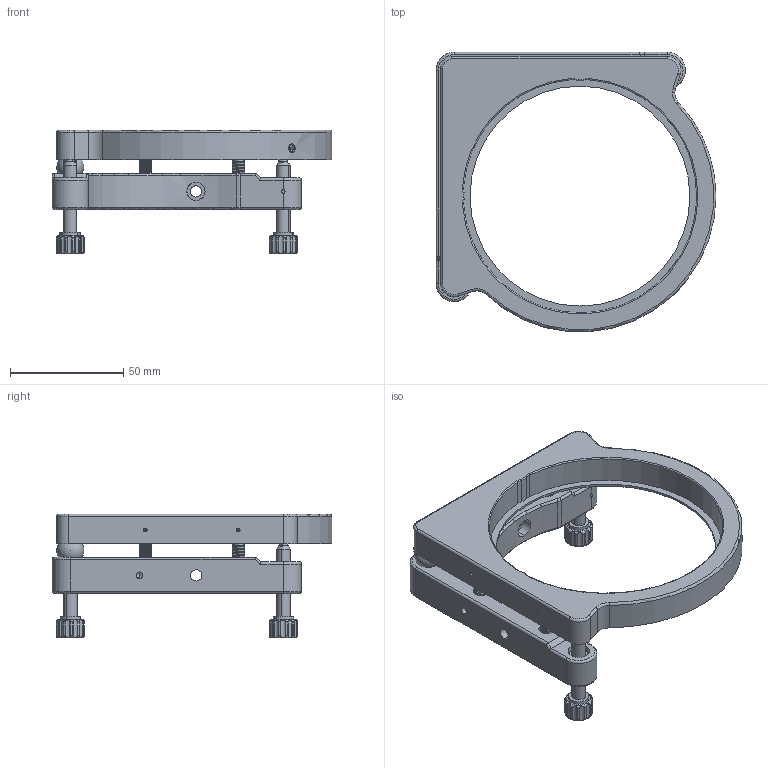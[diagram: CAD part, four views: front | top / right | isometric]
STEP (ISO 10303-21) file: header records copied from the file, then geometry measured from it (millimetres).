
FILE_DESCRIPTION (( 'STEP AP203' ), '1' );
FILE_NAME ('15869.step', '2020-11-24T13:22:31', ( '' ), ( '' ), 'SwSTEP 2.0', 'SolidWorks 2018', '' );
FILE_SCHEMA (( 'CONFIG_CONTROL_DESIGN' ));
Length unit declared in the file: centimetre
Products named in the file (1): 15869
Bounding box: 123.5 x 123.34 x 54.54 mm (x, y, z)
Volume: 110741.7 mm3; surface area: 44628.2 mm2
Topology: 30 solids, 30 shells, 635 faces, 1558 edges, 965 vertices
Faces by surface type: cylinder 327, plane 166, cone 50, torus 48, bspline 36, sphere 8
Entity records: 37789 total; most frequent: CARTESIAN_POINT 23239, DIRECTION 3016, ORIENTED_EDGE 3016, EDGE_CURVE 1508, AXIS2_PLACEMENT_3D 1192, VERTEX_POINT 951, EDGE_LOOP 701, FACE_OUTER_BOUND 637
